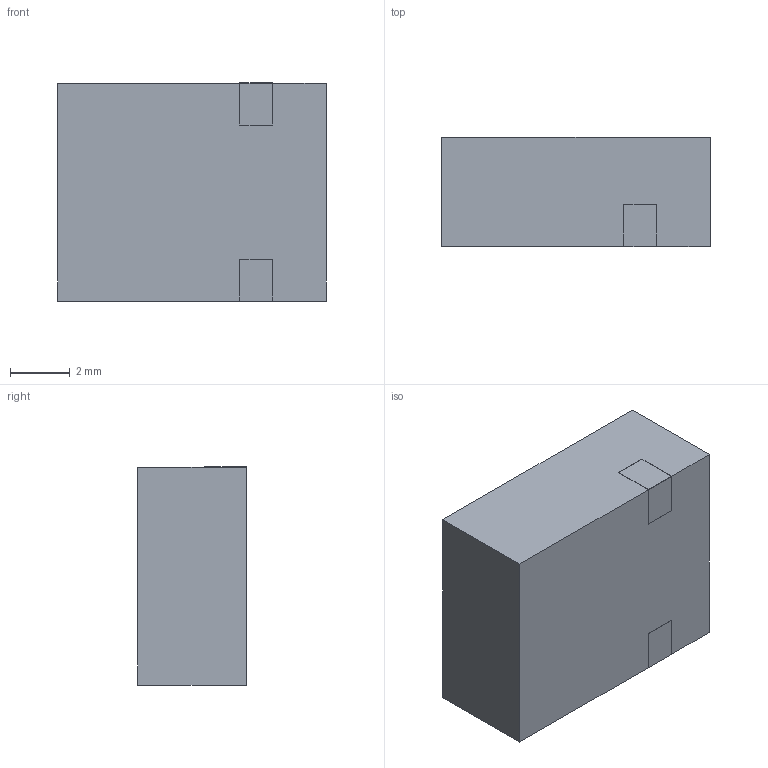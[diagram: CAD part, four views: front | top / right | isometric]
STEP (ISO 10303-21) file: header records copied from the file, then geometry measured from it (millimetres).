
FILE_DESCRIPTION (( 'STEP AP214' ), '1' );
FILE_NAME ('DBP.868.U.A.30_web.STEP', '2020-07-14T02:52:26', ( '' ), ( '' ), 'SwSTEP 2.0', 'SolidWorks 2018', '' );
FILE_SCHEMA (( 'AUTOMOTIVE_DESIGN' ));
Length unit declared in the file: millimetre
Products named in the file (1): DBP.868.U.A.30_web
Bounding box: 9 x 3.67 x 7.31 mm (x, y, z)
Volume: 239.9 mm3; surface area: 251.4 mm2
Topology: 1 solids, 1 shells, 242 faces, 627 edges, 416 vertices
Faces by surface type: plane 137, bspline 100, cylinder 5
Entity records: 13962 total; most frequent: CARTESIAN_POINT 6250, ORIENTED_EDGE 1254, DIRECTION 723, EDGE_CURVE 627, LINE 417, VECTOR 417, VERTEX_POINT 416, EDGE_LOOP 271
